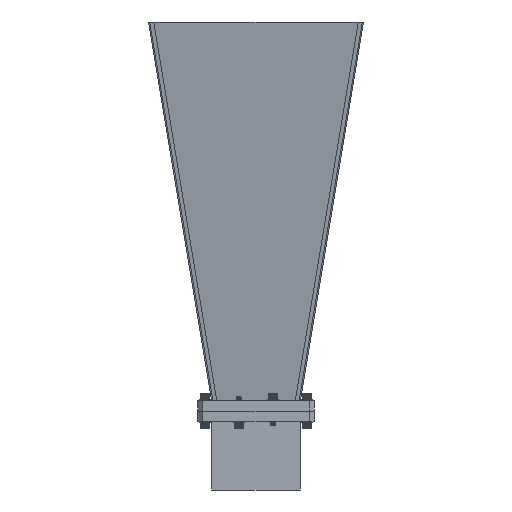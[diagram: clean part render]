
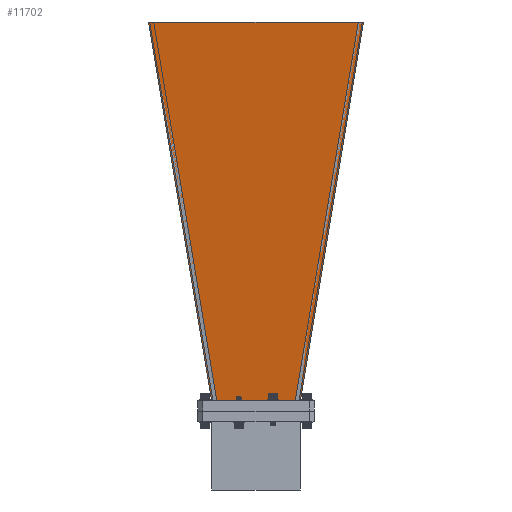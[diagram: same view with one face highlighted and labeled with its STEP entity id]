
A CAD part, front view. The second image highlights one B-rep face of the part: STEP entity #11702.
In plain terms, the highlighted face is planar.
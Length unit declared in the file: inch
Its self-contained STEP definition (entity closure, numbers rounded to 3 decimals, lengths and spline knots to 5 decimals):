
#1532 = DIRECTION ( 'NONE',  ( 0., 0.148, -0.989 ) ) ;
#2666 = CARTESIAN_POINT ( 'NONE',  ( 2.78571, 10.61713, 2.08057 ) ) ;
#2701 = EDGE_CURVE ( 'NONE', #5694, #6779, #3667, .T. ) ;
#2761 = FACE_OUTER_BOUND ( 'NONE', #11286, .T. ) ;
#3048 = DIRECTION ( 'NONE',  ( 0.163, -0.976, -0.146 ) ) ;
#3184 = EDGE_CURVE ( 'NONE', #14442, #7658, #9006, .T. ) ;
#3539 = VECTOR ( 'NONE', #9652, 39.37008 ) ;
#3667 = LINE ( 'NONE', #9438, #3539 ) ;
#3985 = CARTESIAN_POINT ( 'NONE',  ( 11.10412, 9.26193, 1.878 ) ) ;
#4410 = VECTOR ( 'NONE', #8330, 39.37008 ) ;
#4604 = AXIS2_PLACEMENT_3D ( 'NONE', #3985, #1532, #4833 ) ;
#4833 = DIRECTION ( 'NONE',  ( 0., 0.989, 0.148 ) ) ;
#5694 = VERTEX_POINT ( 'NONE', #15108 ) ;
#6661 = CARTESIAN_POINT ( 'NONE',  ( -2.78571, 10.61713, 2.08057 ) ) ;
#6728 = ORIENTED_EDGE ( 'NONE', *, *, #2701, .T. ) ;
#6779 = VERTEX_POINT ( 'NONE', #8276 ) ;
#7103 = VECTOR ( 'NONE', #3048, 39.37008 ) ;
#7658 = VERTEX_POINT ( 'NONE', #13540 ) ;
#7856 = CARTESIAN_POINT ( 'NONE',  ( 2.55999, 9.26193, 1.878 ) ) ;
#8276 = CARTESIAN_POINT ( 'NONE',  ( 1.059, 0.25, 0.53095 ) ) ;
#8330 = DIRECTION ( 'NONE',  ( -0.163, -0.976, -0.146 ) ) ;
#9006 = LINE ( 'NONE', #12464, #13603 ) ;
#9438 = CARTESIAN_POINT ( 'NONE',  ( -2.12462, 0.25, 0.53095 ) ) ;
#9652 = DIRECTION ( 'NONE',  ( 1., 0., 0. ) ) ;
#11051 = ORIENTED_EDGE ( 'NONE', *, *, #13098, .F. ) ;
#11286 = EDGE_LOOP ( 'NONE', ( #13505, #6728, #11051, #12590 ) ) ;
#11415 = LINE ( 'NONE', #6661, #7103 ) ;
#11702 = ADVANCED_FACE ( 'NONE', ( #2761 ), #12202, .F. ) ;
#12202 = PLANE ( 'NONE',  #4604 ) ;
#12464 = CARTESIAN_POINT ( 'NONE',  ( 11.10412, 9.26193, 1.878 ) ) ;
#12551 = DIRECTION ( 'NONE',  ( -1., 0., 0. ) ) ;
#12590 = ORIENTED_EDGE ( 'NONE', *, *, #3184, .T. ) ;
#13098 = EDGE_CURVE ( 'NONE', #14442, #6779, #13177, .T. ) ;
#13152 = EDGE_CURVE ( 'NONE', #7658, #5694, #11415, .T. ) ;
#13177 = LINE ( 'NONE', #2666, #4410 ) ;
#13505 = ORIENTED_EDGE ( 'NONE', *, *, #13152, .T. ) ;
#13540 = CARTESIAN_POINT ( 'NONE',  ( -2.55999, 9.26193, 1.878 ) ) ;
#13603 = VECTOR ( 'NONE', #12551, 39.37008 ) ;
#14442 = VERTEX_POINT ( 'NONE', #7856 ) ;
#15108 = CARTESIAN_POINT ( 'NONE',  ( -1.059, 0.25, 0.53095 ) ) ;
